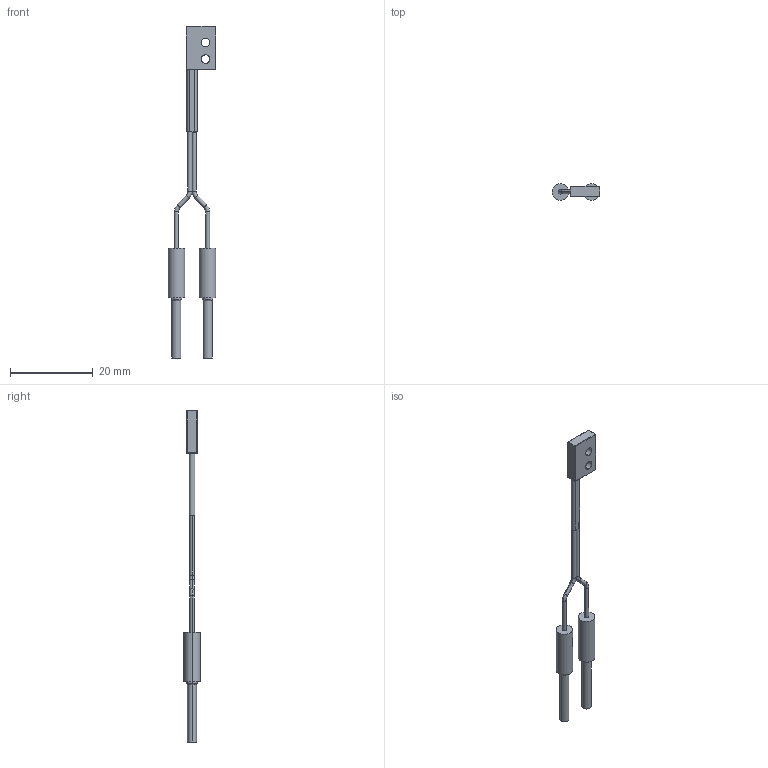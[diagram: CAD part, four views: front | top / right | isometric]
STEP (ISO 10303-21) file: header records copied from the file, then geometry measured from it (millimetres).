
FILE_DESCRIPTION (( 'STEP AP214' ), '1' );
FILE_NAME ('FOACAMPDF47UA_3D.step', '2023-07-24T19:05:50', ( '' ), ( '' ), 'SwSTEP 2.0', 'SolidWorks 2022', '' );
FILE_SCHEMA (( 'AUTOMOTIVE_DESIGN' ));
Length unit declared in the file: millimetre
Products named in the file (1): FOACAMPDF47UA_3D
Bounding box: 11.55 x 4 x 80.1 mm (x, y, z)
Volume: 665 mm3; surface area: 1264.2 mm2
Topology: 1 solids, 1 shells, 96 faces, 206 edges, 122 vertices
Faces by surface type: cylinder 52, plane 20, torus 16, cone 8
Entity records: 3714 total; most frequent: DIRECTION 518, CARTESIAN_POINT 443, ORIENTED_EDGE 412, AXIS2_PLACEMENT_3D 217, EDGE_CURVE 206, VERTEX_POINT 122, CIRCLE 120, EDGE_LOOP 110
